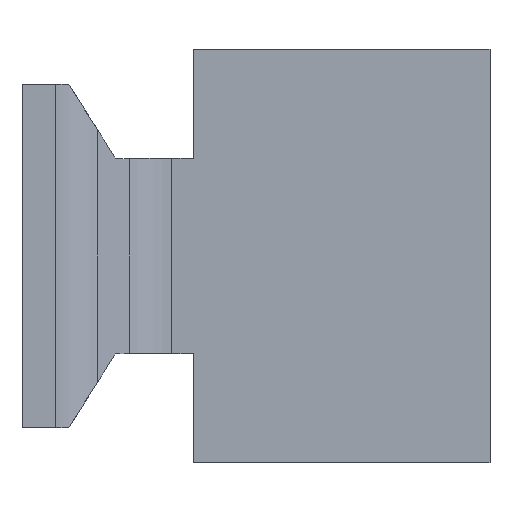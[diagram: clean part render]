
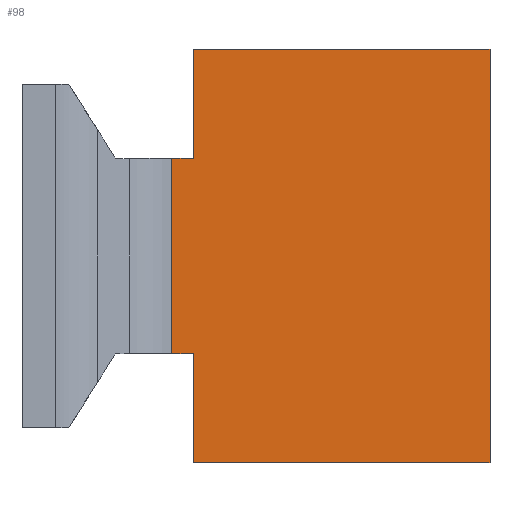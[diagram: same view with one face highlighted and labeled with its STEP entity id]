
A CAD part, front view. The second image highlights one B-rep face of the part: STEP entity #98.
In plain terms, the highlighted planar face has unit normal (0, -1, 0).
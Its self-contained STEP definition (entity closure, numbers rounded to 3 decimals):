
#10 = DIRECTION ( 'NONE',  ( 0., 0., 1. ) ) ;
#13 = FACE_OUTER_BOUND ( 'NONE', #631, .T. ) ;
#20 = CARTESIAN_POINT ( 'NONE',  ( 0., 0., 26.5 ) ) ;
#22 = VECTOR ( 'NONE', #532, 1000. ) ;
#25 = VERTEX_POINT ( 'NONE', #510 ) ;
#37 = CARTESIAN_POINT ( 'NONE',  ( 0., 0., 7. ) ) ;
#39 = LINE ( 'NONE', #233, #220 ) ;
#41 = LINE ( 'NONE', #281, #635 ) ;
#51 = VERTEX_POINT ( 'NONE', #398 ) ;
#52 = CARTESIAN_POINT ( 'NONE',  ( 19., 0., 26.5 ) ) ;
#56 = VERTEX_POINT ( 'NONE', #249 ) ;
#62 = ORIENTED_EDGE ( 'NONE', *, *, #577, .T. ) ;
#90 = VECTOR ( 'NONE', #463, 1000. ) ;
#98 = ADVANCED_FACE ( 'NONE', ( #13 ), #313, .F. ) ;
#111 = EDGE_CURVE ( 'NONE', #25, #521, #212, .T. ) ;
#147 = DIRECTION ( 'NONE',  ( 0., 0., 1. ) ) ;
#187 = AXIS2_PLACEMENT_3D ( 'NONE', #197, #478, #147 ) ;
#197 = CARTESIAN_POINT ( 'NONE',  ( 0., 0., 26.5 ) ) ;
#212 = LINE ( 'NONE', #538, #22 ) ;
#220 = VECTOR ( 'NONE', #323, 1000. ) ;
#223 = LINE ( 'NONE', #52, #328 ) ;
#227 = VERTEX_POINT ( 'NONE', #37 ) ;
#233 = CARTESIAN_POINT ( 'NONE',  ( 0., 0., 0. ) ) ;
#246 = DIRECTION ( 'NONE',  ( 0., 0., 1. ) ) ;
#247 = ORIENTED_EDGE ( 'NONE', *, *, #656, .F. ) ;
#249 = CARTESIAN_POINT ( 'NONE',  ( 0., 0., 26.5 ) ) ;
#268 = DIRECTION ( 'NONE',  ( -1., 0., 0. ) ) ;
#281 = CARTESIAN_POINT ( 'NONE',  ( 0., 0., 7. ) ) ;
#305 = CARTESIAN_POINT ( 'NONE',  ( 0., 0., 0. ) ) ;
#310 = ORIENTED_EDGE ( 'NONE', *, *, #357, .F. ) ;
#313 = PLANE ( 'NONE',  #187 ) ;
#323 = DIRECTION ( 'NONE',  ( 1., 0., 0. ) ) ;
#328 = VECTOR ( 'NONE', #330, 1000. ) ;
#330 = DIRECTION ( 'NONE',  ( 0., 0., -1. ) ) ;
#339 = EDGE_CURVE ( 'NONE', #464, #227, #572, .T. ) ;
#357 = EDGE_CURVE ( 'NONE', #443, #56, #680, .T. ) ;
#362 = ORIENTED_EDGE ( 'NONE', *, *, #111, .T. ) ;
#363 = CARTESIAN_POINT ( 'NONE',  ( 0., 0., 19.5 ) ) ;
#391 = VECTOR ( 'NONE', #246, 1000. ) ;
#398 = CARTESIAN_POINT ( 'NONE',  ( 19., 0., 0. ) ) ;
#425 = CARTESIAN_POINT ( 'NONE',  ( -1.409, 0., 7. ) ) ;
#432 = VECTOR ( 'NONE', #659, 1000. ) ;
#443 = VERTEX_POINT ( 'NONE', #363 ) ;
#446 = CARTESIAN_POINT ( 'NONE',  ( 0., 0., 19.5 ) ) ;
#448 = ORIENTED_EDGE ( 'NONE', *, *, #339, .F. ) ;
#463 = DIRECTION ( 'NONE',  ( -1., 0., 0. ) ) ;
#464 = VERTEX_POINT ( 'NONE', #305 ) ;
#478 = DIRECTION ( 'NONE',  ( 0., 1., 0. ) ) ;
#488 = ORIENTED_EDGE ( 'NONE', *, *, #629, .F. ) ;
#492 = CARTESIAN_POINT ( 'NONE',  ( 19., 0., 26.5 ) ) ;
#505 = CARTESIAN_POINT ( 'NONE',  ( 0., 0., 26.5 ) ) ;
#510 = CARTESIAN_POINT ( 'NONE',  ( -1.409, 0., 19.5 ) ) ;
#521 = VERTEX_POINT ( 'NONE', #425 ) ;
#532 = DIRECTION ( 'NONE',  ( 0., 0., -1. ) ) ;
#538 = CARTESIAN_POINT ( 'NONE',  ( -1.409, 0., 26.5 ) ) ;
#543 = ORIENTED_EDGE ( 'NONE', *, *, #662, .F. ) ;
#556 = LINE ( 'NONE', #505, #432 ) ;
#572 = LINE ( 'NONE', #684, #609 ) ;
#577 = EDGE_CURVE ( 'NONE', #464, #51, #39, .T. ) ;
#609 = VECTOR ( 'NONE', #10, 1000. ) ;
#629 = EDGE_CURVE ( 'NONE', #658, #51, #223, .T. ) ;
#631 = EDGE_LOOP ( 'NONE', ( #448, #62, #488, #543, #310, #663, #362, #247 ) ) ;
#635 = VECTOR ( 'NONE', #268, 1000. ) ;
#656 = EDGE_CURVE ( 'NONE', #227, #521, #41, .T. ) ;
#658 = VERTEX_POINT ( 'NONE', #492 ) ;
#659 = DIRECTION ( 'NONE',  ( 1., 0., 0. ) ) ;
#662 = EDGE_CURVE ( 'NONE', #56, #658, #556, .T. ) ;
#663 = ORIENTED_EDGE ( 'NONE', *, *, #677, .T. ) ;
#677 = EDGE_CURVE ( 'NONE', #443, #25, #727, .T. ) ;
#680 = LINE ( 'NONE', #20, #391 ) ;
#684 = CARTESIAN_POINT ( 'NONE',  ( 0., 0., 26.5 ) ) ;
#727 = LINE ( 'NONE', #446, #90 ) ;
